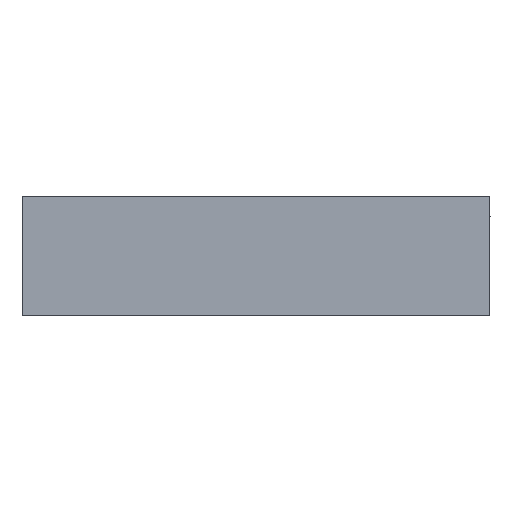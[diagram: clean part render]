
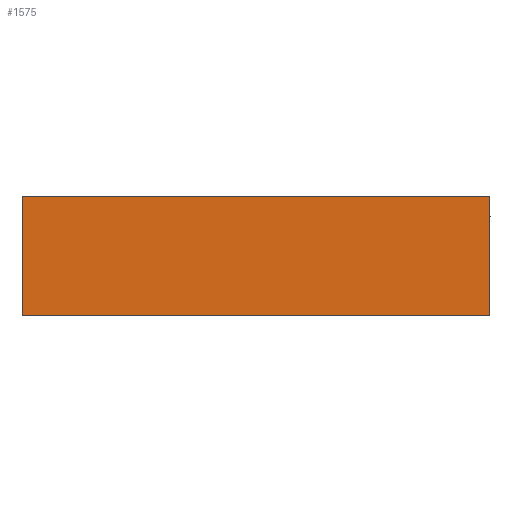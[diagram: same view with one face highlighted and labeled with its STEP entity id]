
A CAD part, top view. The second image highlights one B-rep face of the part: STEP entity #1575.
In plain terms, the highlighted planar face has unit normal (0, 0, 1).
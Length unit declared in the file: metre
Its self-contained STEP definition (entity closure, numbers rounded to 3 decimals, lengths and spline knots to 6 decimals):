
#73=LINE('',#2127,#262);
#104=LINE('',#2254,#293);
#107=LINE('',#2260,#296);
#132=LINE('',#2310,#321);
#262=VECTOR('',#1760,1.);
#293=VECTOR('',#1797,1.);
#296=VECTOR('',#1802,1.);
#321=VECTOR('',#1841,1.);
#541=ORIENTED_EDGE('',*,*,#962,.T.);
#542=ORIENTED_EDGE('',*,*,#990,.T.);
#543=ORIENTED_EDGE('',*,*,#914,.T.);
#544=ORIENTED_EDGE('',*,*,#965,.T.);
#914=EDGE_CURVE('',#1145,#1144,#73,.T.);
#962=EDGE_CURVE('',#1193,#1192,#104,.T.);
#965=EDGE_CURVE('',#1144,#1193,#107,.T.);
#990=EDGE_CURVE('',#1192,#1145,#132,.T.);
#1144=VERTEX_POINT('',#2126);
#1145=VERTEX_POINT('',#2128);
#1192=VERTEX_POINT('',#2253);
#1193=VERTEX_POINT('',#2255);
#1312=EDGE_LOOP('',(#541,#542,#543,#544));
#1413=FACE_BOUND('',#1312,.T.);
#1508=PLANE('',#1679);
#1575=ADVANCED_FACE('',(#1413),#1508,.T.);
#1679=AXIS2_PLACEMENT_3D('',#2309,#1839,#1840);
#1760=DIRECTION('',(1.,0.,0.));
#1797=DIRECTION('',(-1.,0.,0.));
#1802=DIRECTION('',(0.,1.,0.));
#1839=DIRECTION('',(0.,0.,1.));
#1840=DIRECTION('',(-1.,0.,0.));
#1841=DIRECTION('',(0.,-1.,0.));
#2126=CARTESIAN_POINT('',(0.085617,-0.078568,0.155427));
#2127=CARTESIAN_POINT('',(0.066201,-0.078568,0.155427));
#2128=CARTESIAN_POINT('',(0.058114,-0.078568,0.155427));
#2253=CARTESIAN_POINT('',(0.058114,-0.071568,0.155427));
#2254=CARTESIAN_POINT('',(0.071787,-0.071568,0.155427));
#2255=CARTESIAN_POINT('',(0.085617,-0.071568,0.155427));
#2260=CARTESIAN_POINT('',(0.085617,-0.078568,0.155427));
#2309=CARTESIAN_POINT('',(0.076345,-0.078568,0.155427));
#2310=CARTESIAN_POINT('',(0.058114,-0.078568,0.155427));
